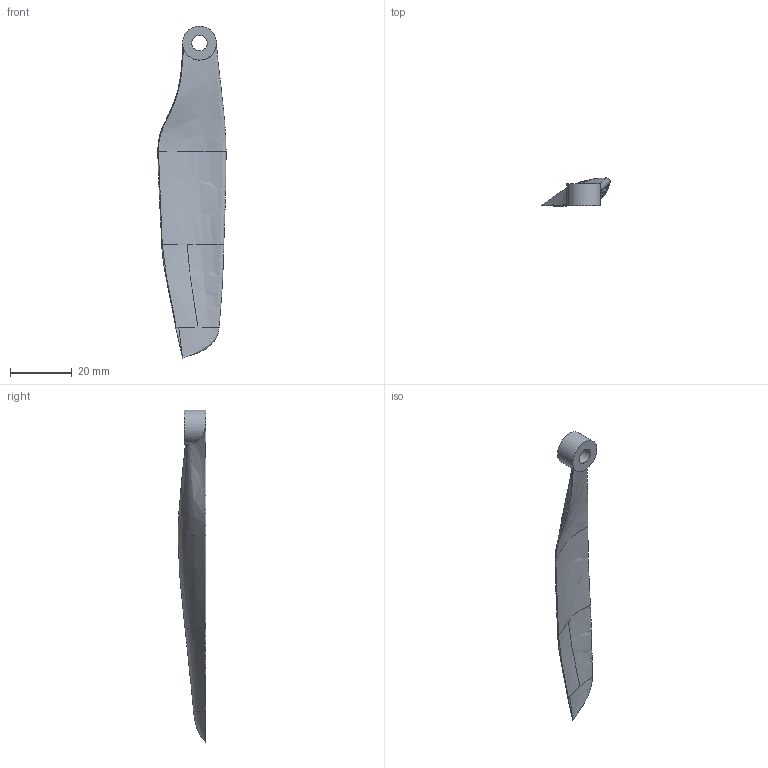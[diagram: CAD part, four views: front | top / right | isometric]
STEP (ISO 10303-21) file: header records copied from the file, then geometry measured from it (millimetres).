
FILE_DESCRIPTION(/* description */ ('STEP AP203'),/* implementation_level */ '2;1');
FILE_NAME(/* name */ '8x4.8 propeller v2.step',/* time_stamp */ '2025-06-08T12:46:35+05:30',/* author */ (''),/* organization */ (''),/* preprocessor_version */ 'ST-DEVELOPER v20.1',/* originating_system */ 'Autodesk Translation Framework v14.10.0.0',/* authorisation */ '');
FILE_SCHEMA (('AUTOMOTIVE_DESIGN { 1 0 10303 214 3 1 1 }'));
Length unit declared in the file: millimetre
Products named in the file (1): PROPELLER - 8x4.5 CW
Bounding box: 22 x 9.01 x 107.1 mm (x, y, z)
Volume: 3393.6 mm3; surface area: 4293.3 mm2
Topology: 1 solids, 1 shells, 12 faces, 44 edges, 32 vertices
Faces by surface type: bspline 8, cylinder 2, plane 2
Full cylindrical faces by diameter (mm): 5 x1, 11 x1
Entity records: 2571 total; most frequent: CARTESIAN_POINT 2192, ORIENTED_EDGE 84, DIRECTION 56, EDGE_CURVE 42, VERTEX_POINT 32, AXIS2_PLACEMENT_3D 22, CIRCLE 16, EDGE_LOOP 14
